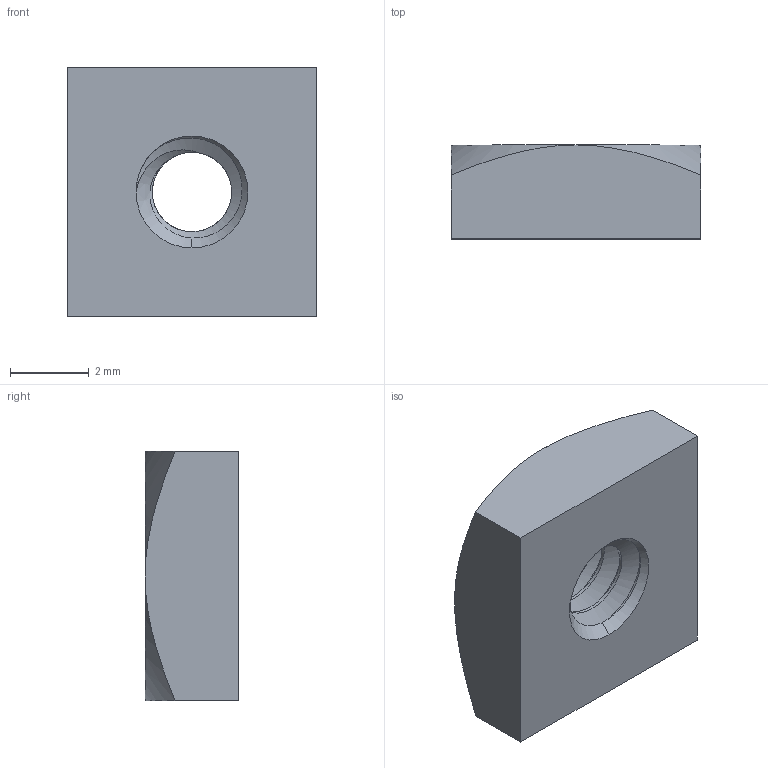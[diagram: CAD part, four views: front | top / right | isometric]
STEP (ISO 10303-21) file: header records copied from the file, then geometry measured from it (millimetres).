
FILE_DESCRIPTION (( 'STEP AP203' ), '1' );
FILE_NAME ('94785A511_18-8 Stainless Steel Square Nut.STEP', '2021-09-08T20:21:42', ( 'Administrator' ), ( 'Managed by Terraform' ), 'SwSTEP 2.0', 'SolidWorks 2017', '' );
FILE_SCHEMA (( 'CONFIG_CONTROL_DESIGN' ));
Length unit declared in the file: inch
Products named in the file (1): 94785A511_18-8 Stainless Steel Square Nut
Bounding box: 6.35 x 2.38 x 6.35 mm (x, y, z)
Volume: 82.3 mm3; surface area: 154.3 mm2
Topology: 1 solids, 1 shells, 29 faces, 72 edges, 45 vertices
Faces by surface type: cone 11, cylinder 9, plane 6, bspline 3
Entity records: 1479 total; most frequent: CARTESIAN_POINT 809, ORIENTED_EDGE 144, DIRECTION 97, EDGE_CURVE 72, VERTEX_POINT 45, AXIS2_PLACEMENT_3D 38, EDGE_LOOP 31, FACE_OUTER_BOUND 29
